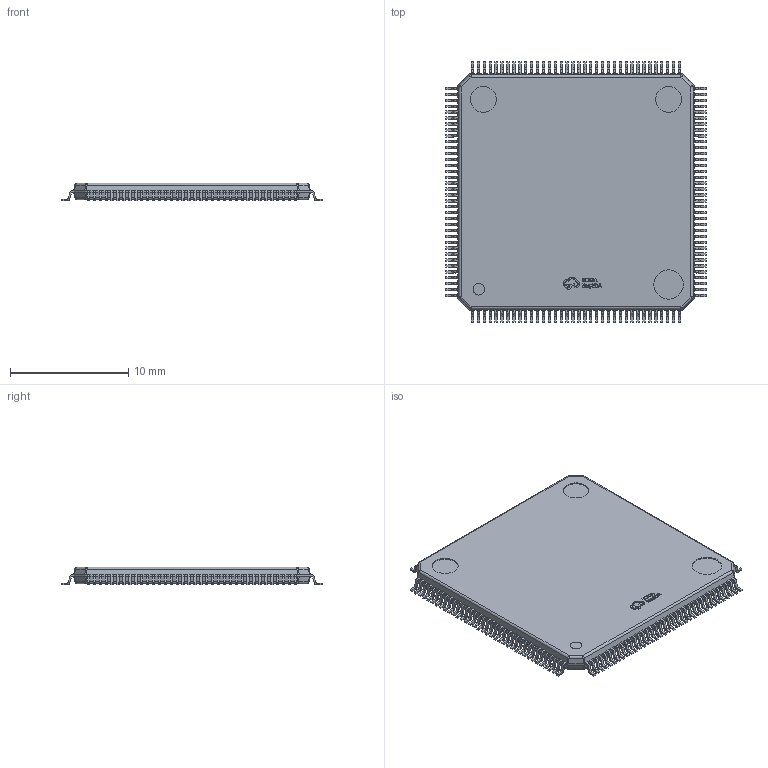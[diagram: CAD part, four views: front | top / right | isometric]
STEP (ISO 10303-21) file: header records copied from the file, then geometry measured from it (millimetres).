
FILE_DESCRIPTION (( 'STEP AP214' ), '1' );
FILE_NAME ('LQFP-144_L20.0-W20.0-P0.50-LS22.0-BL.STEP', '2023-02-08T01:47:09', ( '' ), ( '' ), 'SwSTEP 2.0', 'SolidWorks 2020', '' );
FILE_SCHEMA (( 'AUTOMOTIVE_DESIGN' ));
Length unit declared in the file: millimetre
Products named in the file (1): LQFP-144_L20.0-W20.0-P0.50-LS22.0-BL
Bounding box: 22 x 22 x 1.5 mm (x, y, z)
Volume: 555.2 mm3; surface area: 1030 mm2
Topology: 1 solids, 1 shells, 2334 faces, 6303 edges, 3994 vertices
Faces by surface type: plane 1596, cylinder 624, bspline 98, sphere 16
Entity records: 98371 total; most frequent: CARTESIAN_POINT 14082, ORIENTED_EDGE 12606, DIRECTION 11745, EDGE_CURVE 6303, LINE 4839, VECTOR 4839, VERTEX_POINT 3994, AXIS2_PLACEMENT_3D 3453
